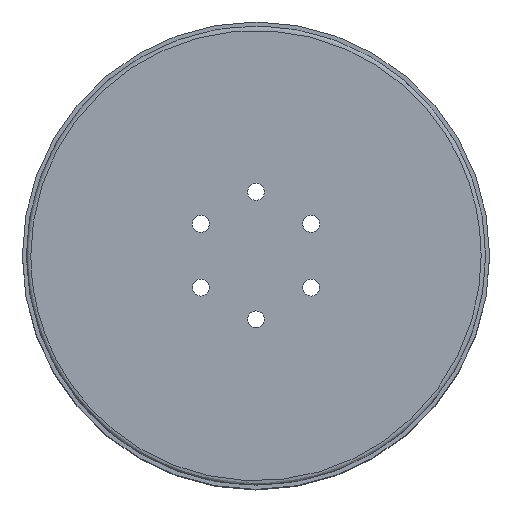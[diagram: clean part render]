
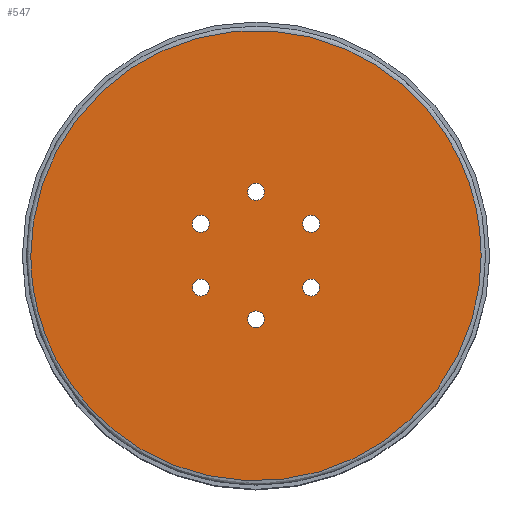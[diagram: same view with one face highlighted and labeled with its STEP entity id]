
A CAD part, top view. The second image highlights one B-rep face of the part: STEP entity #547.
In plain terms, the highlighted planar face has unit normal (0, 0, 1).
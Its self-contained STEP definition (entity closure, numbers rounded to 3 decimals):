
#5 = DIRECTION ( 'NONE',  ( 0., 0., 1. ) ) ;
#35 = CARTESIAN_POINT ( 'NONE',  ( -26.5, 53., 18. ) ) ;
#46 = VERTEX_POINT ( 'NONE', #246 ) ;
#54 = CIRCLE ( 'NONE', #475, 1. ) ;
#78 = CARTESIAN_POINT ( 'NONE',  ( 6.495, -3.75, 18. ) ) ;
#79 = CARTESIAN_POINT ( 'NONE',  ( 0., -7.5, 18. ) ) ;
#80 = VERTEX_POINT ( 'NONE', #484 ) ;
#95 = EDGE_CURVE ( 'NONE', #481, #481, #54, .T. ) ;
#108 = ORIENTED_EDGE ( 'NONE', *, *, #470, .T. ) ;
#125 = CARTESIAN_POINT ( 'NONE',  ( -1., 7.5, 18. ) ) ;
#128 = EDGE_LOOP ( 'NONE', ( #588 ) ) ;
#144 = FACE_BOUND ( 'NONE', #128, .T. ) ;
#150 = CARTESIAN_POINT ( 'NONE',  ( -6.495, -3.75, 18. ) ) ;
#154 = CARTESIAN_POINT ( 'NONE',  ( -27., 0., 18. ) ) ;
#158 = DIRECTION ( 'NONE',  ( 0., 0., -1. ) ) ;
#161 = DIRECTION ( 'NONE',  ( 0., 0., -1. ) ) ;
#182 = CARTESIAN_POINT ( 'NONE',  ( 26.5, 53., 18. ) ) ;
#198 = FACE_BOUND ( 'NONE', #830, .T. ) ;
#204 = AXIS2_PLACEMENT_3D ( 'NONE', #154, #5, #433 ) ;
#208 = FACE_BOUND ( 'NONE', #490, .T. ) ;
#219 = DIRECTION ( 'NONE',  ( 0., 0., -1. ) ) ;
#220 = CIRCLE ( 'NONE', #435, 1. ) ;
#227 = EDGE_LOOP ( 'NONE', ( #724 ) ) ;
#246 = CARTESIAN_POINT ( 'NONE',  ( 26.5, 0., 18. ) ) ;
#284 = EDGE_CURVE ( 'NONE', #842, #842, #918, .T. ) ;
#293 = DIRECTION ( 'NONE',  ( -1., 0., 0. ) ) ;
#301 = DIRECTION ( 'NONE',  ( -1., 0., 0. ) ) ;
#302 = AXIS2_PLACEMENT_3D ( 'NONE', #78, #655, #293 ) ;
#310 = CARTESIAN_POINT ( 'NONE',  ( 26.5, 0., 18. ) ) ;
#317 = CARTESIAN_POINT ( 'NONE',  ( -7.495, -3.75, 18. ) ) ;
#324 = CARTESIAN_POINT ( 'NONE',  ( -26.5, -53., 18. ) ) ;
#332 = EDGE_CURVE ( 'NONE', #46, #46, #494, .T. ) ;
#333 = AXIS2_PLACEMENT_3D ( 'NONE', #360, #219, #436 ) ;
#350 = DIRECTION ( 'NONE',  ( 0., 0., -1. ) ) ;
#353 = CIRCLE ( 'NONE', #333, 1. ) ;
#360 = CARTESIAN_POINT ( 'NONE',  ( 6.495, 3.75, 18. ) ) ;
#362 = DIRECTION ( 'NONE',  ( -1., 0., 0. ) ) ;
#371 = VERTEX_POINT ( 'NONE', #317 ) ;
#379 = AXIS2_PLACEMENT_3D ( 'NONE', #675, #158, #745 ) ;
#393 = FACE_BOUND ( 'NONE', #227, .T. ) ;
#404 = CARTESIAN_POINT ( 'NONE',  ( 5.495, 3.75, 18. ) ) ;
#408 = CIRCLE ( 'NONE', #379, 1. ) ;
#418 = VERTEX_POINT ( 'NONE', #404 ) ;
#433 = DIRECTION ( 'NONE',  ( 1., 0., 0. ) ) ;
#435 = AXIS2_PLACEMENT_3D ( 'NONE', #150, #582, #362 ) ;
#436 = DIRECTION ( 'NONE',  ( -1., 0., 0. ) ) ;
#457 = CARTESIAN_POINT ( 'NONE',  ( 26.5, -53., 18. ) ) ;
#470 = EDGE_CURVE ( 'NONE', #418, #418, #353, .T. ) ;
#475 = AXIS2_PLACEMENT_3D ( 'NONE', #79, #350, #578 ) ;
#481 = VERTEX_POINT ( 'NONE', #541 ) ;
#484 = CARTESIAN_POINT ( 'NONE',  ( 5.495, -3.75, 18. ) ) ;
#490 = EDGE_LOOP ( 'NONE', ( #762 ) ) ;
#494 =( BOUNDED_CURVE ( )  B_SPLINE_CURVE ( 3, ( #892, #457, #324, #549, #35, #182, #310 ),
 .UNSPECIFIED., .T., .F. ) 
 B_SPLINE_CURVE_WITH_KNOTS ( ( 4, 3, 4 ),
 ( 0., 0.5, 1. ),
 .UNSPECIFIED. ) 
 CURVE ( )  GEOMETRIC_REPRESENTATION_ITEM ( )  RATIONAL_B_SPLINE_CURVE ( ( 1., 0.333, 0.333, 1., 0.333, 0.333, 1. ) ) 
 REPRESENTATION_ITEM ( '' )  );
#504 = PLANE ( 'NONE',  #204 ) ;
#517 = EDGE_CURVE ( 'NONE', #371, #371, #220, .T. ) ;
#541 = CARTESIAN_POINT ( 'NONE',  ( -1., -7.5, 18. ) ) ;
#547 = ADVANCED_FACE ( 'NONE', ( #856, #925, #198, #393, #917, #144, #208 ), #504, .T. ) ;
#549 = CARTESIAN_POINT ( 'NONE',  ( -26.5, 0., 18. ) ) ;
#572 = EDGE_LOOP ( 'NONE', ( #922 ) ) ;
#578 = DIRECTION ( 'NONE',  ( -1., 0., 0. ) ) ;
#582 = DIRECTION ( 'NONE',  ( 0., 0., -1. ) ) ;
#588 = ORIENTED_EDGE ( 'NONE', *, *, #284, .T. ) ;
#612 = EDGE_CURVE ( 'NONE', #80, #80, #896, .T. ) ;
#618 = EDGE_LOOP ( 'NONE', ( #846 ) ) ;
#646 = ORIENTED_EDGE ( 'NONE', *, *, #612, .T. ) ;
#655 = DIRECTION ( 'NONE',  ( 0., 0., -1. ) ) ;
#670 = VERTEX_POINT ( 'NONE', #125 ) ;
#675 = CARTESIAN_POINT ( 'NONE',  ( 0., 7.5, 18. ) ) ;
#685 = CARTESIAN_POINT ( 'NONE',  ( -6.495, 3.75, 18. ) ) ;
#724 = ORIENTED_EDGE ( 'NONE', *, *, #95, .T. ) ;
#745 = DIRECTION ( 'NONE',  ( -1., 0., 0. ) ) ;
#762 = ORIENTED_EDGE ( 'NONE', *, *, #873, .T. ) ;
#763 = CARTESIAN_POINT ( 'NONE',  ( -7.495, 3.75, 18. ) ) ;
#792 = AXIS2_PLACEMENT_3D ( 'NONE', #685, #161, #301 ) ;
#813 = EDGE_LOOP ( 'NONE', ( #108 ) ) ;
#830 = EDGE_LOOP ( 'NONE', ( #646 ) ) ;
#842 = VERTEX_POINT ( 'NONE', #763 ) ;
#846 = ORIENTED_EDGE ( 'NONE', *, *, #332, .F. ) ;
#856 = FACE_OUTER_BOUND ( 'NONE', #618, .T. ) ;
#873 = EDGE_CURVE ( 'NONE', #670, #670, #408, .T. ) ;
#892 = CARTESIAN_POINT ( 'NONE',  ( 26.5, 0., 18. ) ) ;
#896 = CIRCLE ( 'NONE', #302, 1. ) ;
#917 = FACE_BOUND ( 'NONE', #572, .T. ) ;
#918 = CIRCLE ( 'NONE', #792, 1. ) ;
#922 = ORIENTED_EDGE ( 'NONE', *, *, #517, .T. ) ;
#925 = FACE_BOUND ( 'NONE', #813, .T. ) ;
